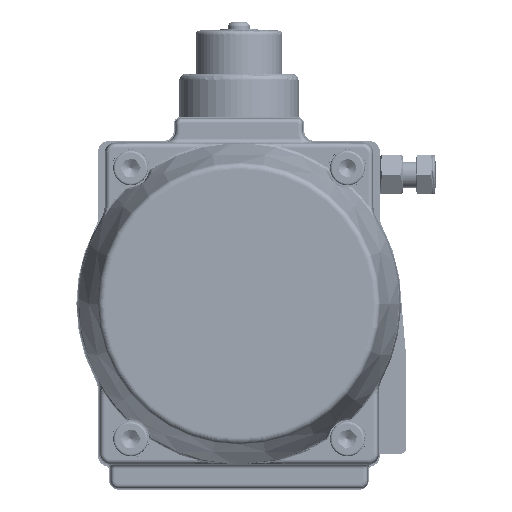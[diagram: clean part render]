
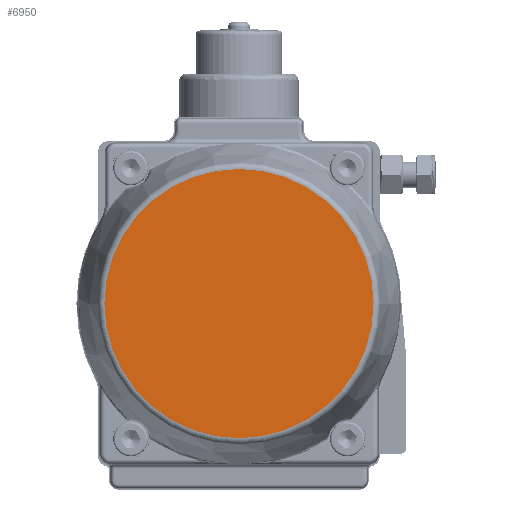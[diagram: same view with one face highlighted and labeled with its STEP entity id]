
A CAD part, front view. The second image highlights one B-rep face of the part: STEP entity #6950.
In plain terms, the highlighted face is planar.
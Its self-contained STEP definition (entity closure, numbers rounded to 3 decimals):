
#1775=FACE_OUTER_BOUND('',#10757,.T.);
#2799=PLANE('',#27942);
#6950=ADVANCED_FACE('',(#1775),#2799,.T.);
#10757=EDGE_LOOP('',(#14989));
#14989=ORIENTED_EDGE('',*,*,#23391,.T.);
#20497=VERTEX_POINT('',#46004);
#23391=EDGE_CURVE('',#20497,#20497,#25977,.T.);
#25977=CIRCLE('',#27941,62.088);
#27941=AXIS2_PLACEMENT_3D('',#46003,#32650,#32651);
#27942=AXIS2_PLACEMENT_3D('',#46005,#32652,#32653);
#32650=DIRECTION('',(0.,0.,1.));
#32651=DIRECTION('',(1.,0.,0.));
#32652=DIRECTION('',(0.,0.,1.));
#32653=DIRECTION('',(1.,0.,0.));
#46003=CARTESIAN_POINT('',(0.,0.,56.));
#46004=CARTESIAN_POINT('',(62.088,0.,56.));
#46005=CARTESIAN_POINT('',(0.,0.,56.));
